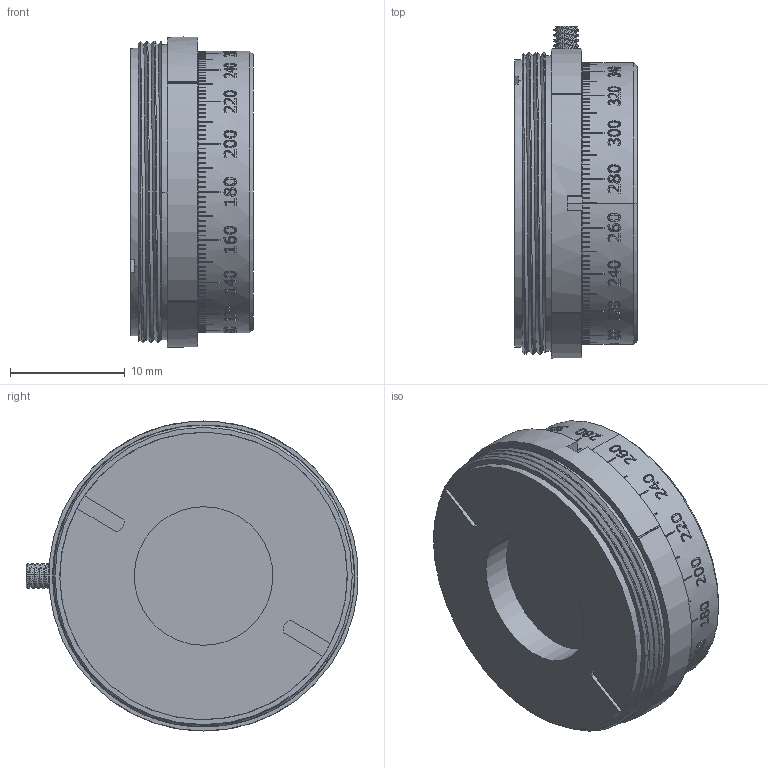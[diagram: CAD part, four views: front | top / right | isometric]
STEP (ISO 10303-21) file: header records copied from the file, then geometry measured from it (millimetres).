
FILE_DESCRIPTION((''),'2;1');
FILE_NAME('CRD-05_ASM','2021-11-29T',('daizhiwen'),(''),'CREO PARAMETRIC BY PTC INC, 2018360','CREO PARAMETRIC BY PTC INC, 2018360','');
FILE_SCHEMA(('CONFIG_CONTROL_DESIGN'));
Products named in the file (9): CSL30-M2L_A3; M2X3_HSJ; CSL30-M2L_A4; SPACER_10_5X12_7X0_12; CSL30-M2L_A5; LENS_12_7X0_9; LENS_12_7X0_9_2; CSK05; CRD-05_ASM
Assembly tree (8 placements, depth 2):
  CRD-05_ASM
    CSL30-M2L_A3
    M2X3_HSJ
    CSL30-M2L_A4
    SPACER_10_5X12_7X0_12
    CSL30-M2L_A5
    LENS_12_7X0_9
    LENS_12_7X0_9_2
    CSK05
Bounding box: 10.67 x 28.9 x 26.99 mm (x, y, z)
Volume: 4293.6 mm3; surface area: 5174.8 mm2
Topology: 8 solids, 8 shells, 1794 faces, 4996 edges, 3303 vertices
Faces by surface type: plane 808, bspline 544, cylinder 381, cone 58, extrusion 3
Entity records: 103960 total; most frequent: CARTESIAN_POINT 60839, ORIENTED_EDGE 9988, DIRECTION 7311, EDGE_CURVE 4994, VERTEX_POINT 3303, VECTOR 2639, LINE 2636, AXIS2_PLACEMENT_3D 2336
